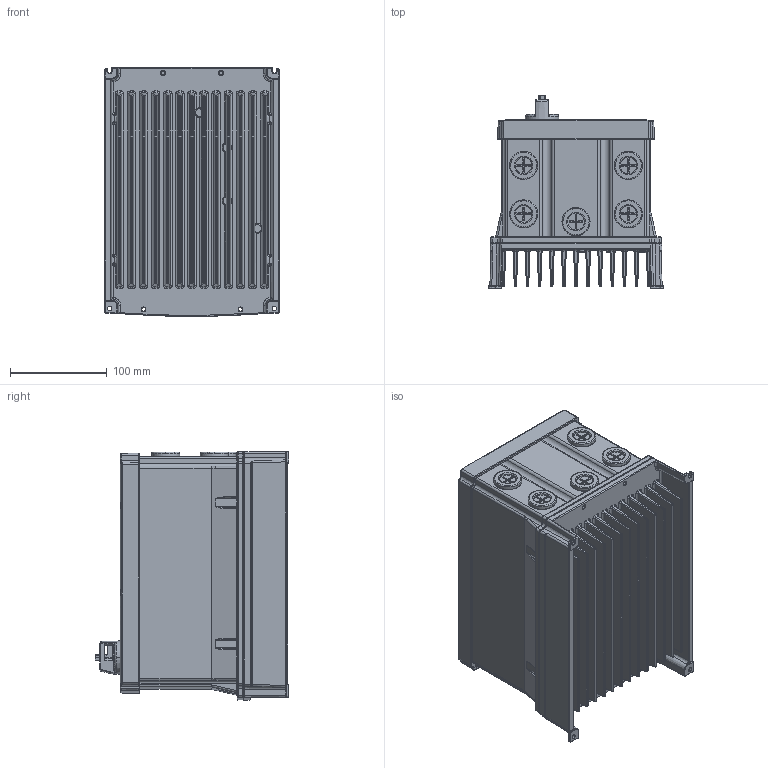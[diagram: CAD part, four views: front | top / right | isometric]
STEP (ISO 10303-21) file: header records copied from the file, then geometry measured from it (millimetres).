
FILE_DESCRIPTION (( 'STEP AP214' ), '1' );
FILE_NAME ('total_assy_ip66_008__asm 0210 B fXTb ext1C No Knob 1 LOTO SMaller 1.STEP', '2021-03-10T21:45:45', ( '' ), ( '' ), 'SwSTEP 2.0', 'SolidWorks 2017', '' );
FILE_SCHEMA (( 'AUTOMOTIVE_DESIGN' ));
Length unit declared in the file: inch
Products named in the file (1): total_assy_ip66_008__asm 0210 B fXTb ext1C No Knob 1 LOTO SMaller 1
Bounding box: 180 x 200 x 256.57 mm (x, y, z)
Volume: 5398979.2 mm3; surface area: 625151.9 mm2
Topology: 3 solids, 40 shells, 3031 faces, 7616 edges, 4541 vertices
Faces by surface type: cylinder 997, plane 953, bspline 867, cone 190, torus 24
Entity records: 127955 total; most frequent: CARTESIAN_POINT 64841, ORIENTED_EDGE 14854, DIRECTION 10876, EDGE_CURVE 7427, VERTEX_POINT 4541, AXIS2_PLACEMENT_3D 3973, EDGE_LOOP 3122, FACE_OUTER_BOUND 3031
